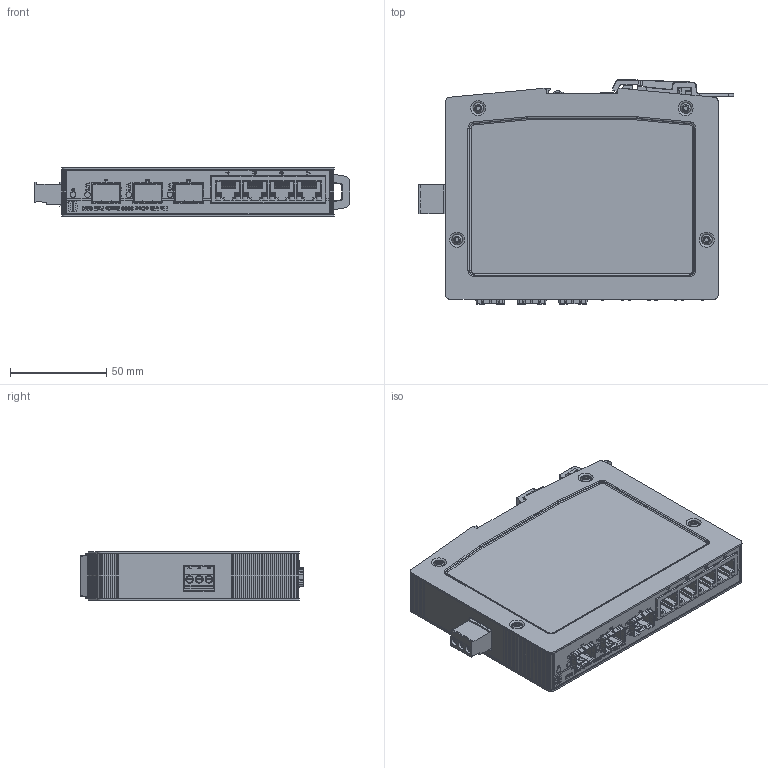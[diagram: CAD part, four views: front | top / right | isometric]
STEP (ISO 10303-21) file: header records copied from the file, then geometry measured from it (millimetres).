
FILE_DESCRIPTION(/* description */ (''),/* implementation_level */ '2;1');
FILE_NAME(/* name */ '100576797ugm000_a.stp',/* time_stamp */ '2014-05-07T12:42:15+02:00',/* author */ (''),/* organization */ (''),/* preprocessor_version */ 'ST-DEVELOPER v15',/* originating_system */ 'SIEMENS PLM Software NX 8.5',/* authorisation */ '');
FILE_SCHEMA (('AUTOMOTIVE_DESIGN { 1 0 10303 214 3 1 1 1 }'));
Products named in the file (1): 100576797ugm000_a
Bounding box: 164.29 x 116.65 x 25 mm (x, y, z)
Volume: 356834 mm3; surface area: 58904.2 mm2
Topology: 1 solids, 1 shells, 2675 faces, 7465 edges, 4864 vertices
Faces by surface type: plane 1389, cylinder 863, bspline 331, torus 55, cone 31, sphere 6
Full cylindrical faces by diameter (mm): 0.5 x1, 2.3 x9, 2.8 x1, 2.9 x3, 3.2 x1, 4 x3, 5.3 x9
Entity records: 102606 total; most frequent: CARTESIAN_POINT 34930, ORIENTED_EDGE 14710, DIRECTION 13086, EDGE_CURVE 7355, VERTEX_POINT 4841, LINE 4742, VECTOR 4742, AXIS2_PLACEMENT_3D 4172
